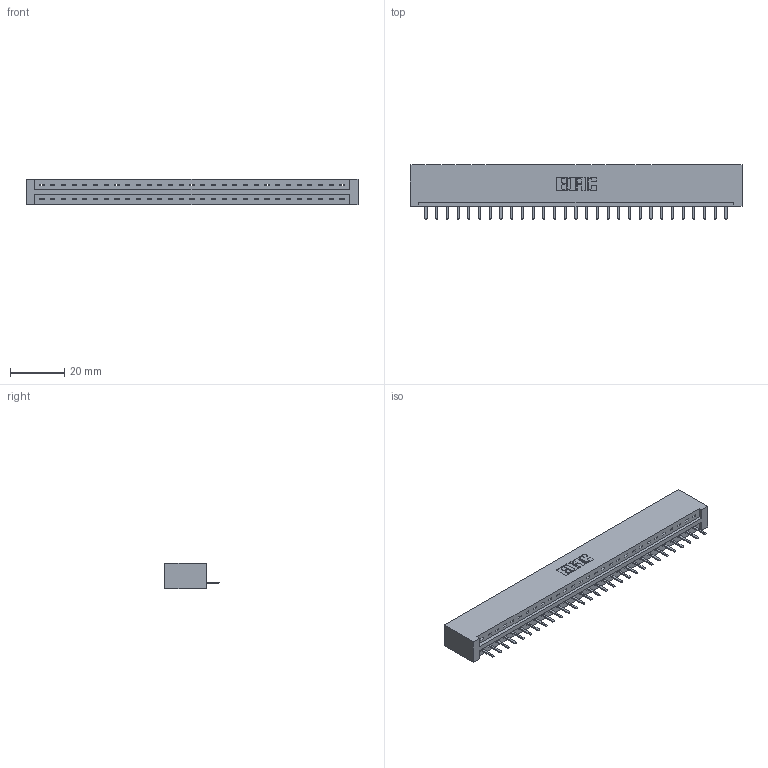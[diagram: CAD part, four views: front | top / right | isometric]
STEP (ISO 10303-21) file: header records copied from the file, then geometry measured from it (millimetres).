
FILE_DESCRIPTION (( 'STEP AP203' ), '1' );
FILE_NAME ('337-029-520-101.STEP', '2019-09-30T21:47:16', ( '' ), ( '' ), 'SwSTEP 2.0', 'SolidWorks 2016', '' );
FILE_SCHEMA (( 'CONFIG_CONTROL_DESIGN' ));
Length unit declared in the file: inch
Products named in the file (3): 337 Part_No Mounting Lugs; 337-029-520-101; 345-292-001_345-293-120
Assembly tree (30 placements, depth 2):
  337-029-520-101
    337 Part_No Mounting Lugs
    345-292-001_345-293-120  x29
Bounding box: 122.78 x 20.02 x 9.4 mm (x, y, z)
Volume: 13253.9 mm3; surface area: 13305 mm2
Topology: 30 solids, 30 shells, 2020 faces, 5971 edges, 3902 vertices
Faces by surface type: plane 1458, cylinder 562
Entity records: 23075 total; most frequent: CARTESIAN_POINT 4037, ORIENTED_EDGE 3990, DIRECTION 3405, EDGE_CURVE 1995, VECTOR 1871, LINE 1871, VERTEX_POINT 1326, AXIS2_PLACEMENT_3D 767
